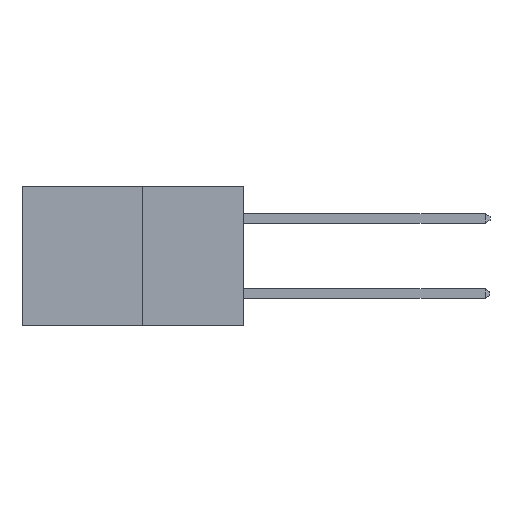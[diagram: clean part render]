
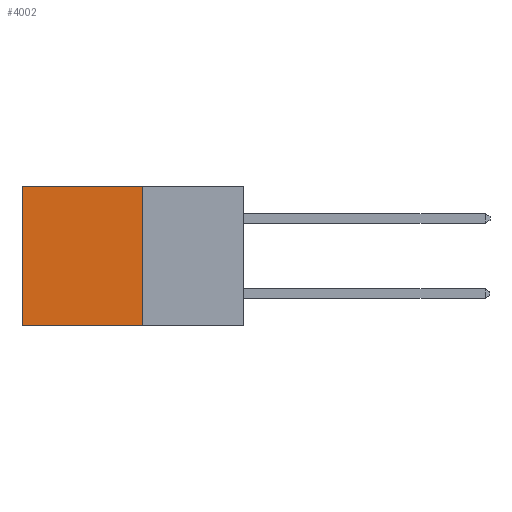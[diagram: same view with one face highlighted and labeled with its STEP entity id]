
A CAD part, left-side view. The second image highlights one B-rep face of the part: STEP entity #4002.
In plain terms, the highlighted planar face has unit normal (-1, 0, 0).
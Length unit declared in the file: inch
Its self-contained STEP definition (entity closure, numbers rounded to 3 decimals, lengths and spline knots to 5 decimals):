
#193 = LINE ( 'NONE', #4583, #4809 ) ;
#257 = CARTESIAN_POINT ( 'NONE',  ( 0.277, 0.27, -0.37 ) ) ;
#266 = CARTESIAN_POINT ( 'NONE',  ( 0.277, 0.27, -0.37 ) ) ;
#292 = CARTESIAN_POINT ( 'NONE',  ( 0.277, 0.59, 0. ) ) ;
#305 = EDGE_LOOP ( 'NONE', ( #5974, #5716, #5499, #6709 ) ) ;
#342 = LINE ( 'NONE', #5304, #4952 ) ;
#460 = VERTEX_POINT ( 'NONE', #292 ) ;
#642 = EDGE_CURVE ( 'NONE', #996, #3741, #5223, .T. ) ;
#996 = VERTEX_POINT ( 'NONE', #7093 ) ;
#1838 = FACE_OUTER_BOUND ( 'NONE', #305, .T. ) ;
#1917 = VECTOR ( 'NONE', #3755, 39.37008 ) ;
#2144 = DIRECTION ( 'NONE',  ( 0., 0., -1. ) ) ;
#2677 = AXIS2_PLACEMENT_3D ( 'NONE', #7506, #7531, #2144 ) ;
#2879 = DIRECTION ( 'NONE',  ( 0., 1., 0. ) ) ;
#2882 = VERTEX_POINT ( 'NONE', #6715 ) ;
#3002 = DIRECTION ( 'NONE',  ( 0., 0., -1. ) ) ;
#3061 = CARTESIAN_POINT ( 'NONE',  ( 0.277, 0.27, -0.37 ) ) ;
#3225 = EDGE_CURVE ( 'NONE', #460, #2882, #193, .T. ) ;
#3741 = VERTEX_POINT ( 'NONE', #266 ) ;
#3755 = DIRECTION ( 'NONE',  ( 0., 0., -1. ) ) ;
#4002 = ADVANCED_FACE ( 'NONE', ( #1838 ), #6943, .F. ) ;
#4583 = CARTESIAN_POINT ( 'NONE',  ( 0.277, 0.59, -0.37 ) ) ;
#4809 = VECTOR ( 'NONE', #3002, 39.37008 ) ;
#4952 = VECTOR ( 'NONE', #5291, 39.37008 ) ;
#4970 = EDGE_CURVE ( 'NONE', #996, #460, #342, .T. ) ;
#5223 = LINE ( 'NONE', #257, #1917 ) ;
#5273 = EDGE_CURVE ( 'NONE', #3741, #2882, #7474, .T. ) ;
#5291 = DIRECTION ( 'NONE',  ( 0., 1., 0. ) ) ;
#5304 = CARTESIAN_POINT ( 'NONE',  ( 0.277, 0.27, 0. ) ) ;
#5499 = ORIENTED_EDGE ( 'NONE', *, *, #642, .F. ) ;
#5716 = ORIENTED_EDGE ( 'NONE', *, *, #5273, .F. ) ;
#5974 = ORIENTED_EDGE ( 'NONE', *, *, #3225, .T. ) ;
#6709 = ORIENTED_EDGE ( 'NONE', *, *, #4970, .T. ) ;
#6715 = CARTESIAN_POINT ( 'NONE',  ( 0.277, 0.59, -0.37 ) ) ;
#6943 = PLANE ( 'NONE',  #2677 ) ;
#7093 = CARTESIAN_POINT ( 'NONE',  ( 0.277, 0.27, 0. ) ) ;
#7295 = VECTOR ( 'NONE', #2879, 39.37008 ) ;
#7474 = LINE ( 'NONE', #3061, #7295 ) ;
#7506 = CARTESIAN_POINT ( 'NONE',  ( 0.277, 0.27, -0.37 ) ) ;
#7531 = DIRECTION ( 'NONE',  ( 1., 0., 0. ) ) ;
